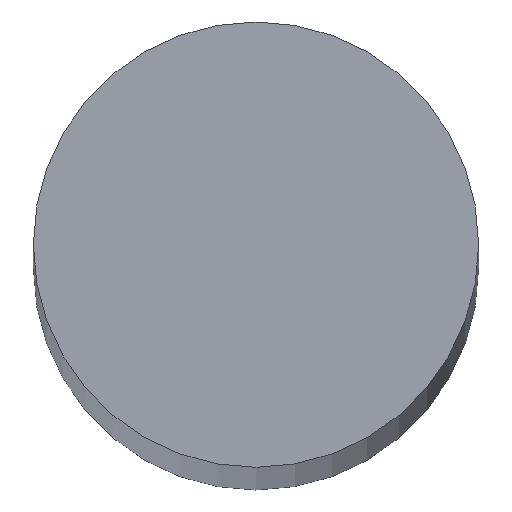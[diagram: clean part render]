
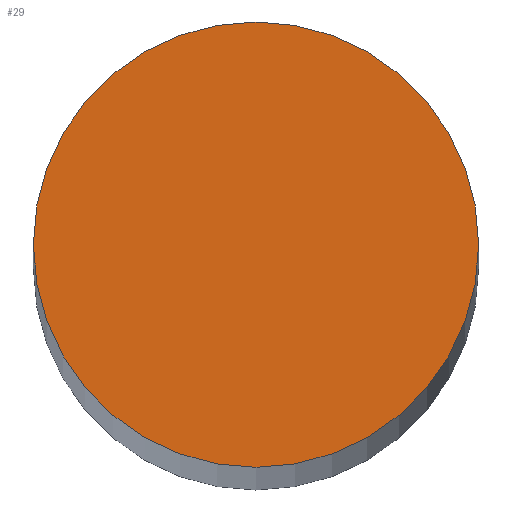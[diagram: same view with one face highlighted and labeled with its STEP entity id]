
A CAD part, top view. The second image highlights one B-rep face of the part: STEP entity #29.
In plain terms, the highlighted planar face has unit normal (0, 0, 1).
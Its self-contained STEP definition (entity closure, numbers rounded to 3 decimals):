
#1 = CARTESIAN_POINT ( 'NONE',  ( 0., 0., 350. ) ) ;
#2 = PLANE ( 'NONE',  #154 ) ;
#6 = CARTESIAN_POINT ( 'NONE',  ( -6., 0., 350. ) ) ;
#8 = DIRECTION ( 'NONE',  ( 0., 0., 1. ) ) ;
#9 = DIRECTION ( 'NONE',  ( 1., 0., 0. ) ) ;
#10 = DIRECTION ( 'NONE',  ( 1., 0., 0. ) ) ;
#14 = CARTESIAN_POINT ( 'NONE',  ( 6., 0., 350. ) ) ;
#15 = DIRECTION ( 'NONE',  ( 0., 0., 1. ) ) ;
#16 = DIRECTION ( 'NONE',  ( 1., 0., 0. ) ) ;
#29 = ADVANCED_FACE ( 'NONE', ( #102 ), #2, .T. ) ;
#62 = VERTEX_POINT ( 'NONE', #6 ) ;
#70 = CARTESIAN_POINT ( 'NONE',  ( 0., 0., 350. ) ) ;
#74 = CARTESIAN_POINT ( 'NONE',  ( 0., 0., 350. ) ) ;
#75 = DIRECTION ( 'NONE',  ( 0., 0., 1. ) ) ;
#102 = FACE_OUTER_BOUND ( 'NONE', #119, .T. ) ;
#119 = EDGE_LOOP ( 'NONE', ( #130, #137 ) ) ;
#123 = CIRCLE ( 'NONE', #145, 6. ) ;
#126 = CIRCLE ( 'NONE', #165, 6. ) ;
#130 = ORIENTED_EDGE ( 'NONE', *, *, #152, .T. ) ;
#137 = ORIENTED_EDGE ( 'NONE', *, *, #168, .T. ) ;
#145 = AXIS2_PLACEMENT_3D ( 'NONE', #70, #15, #16 ) ;
#152 = EDGE_CURVE ( 'NONE', #62, #173, #126, .T. ) ;
#154 = AXIS2_PLACEMENT_3D ( 'NONE', #1, #8, #9 ) ;
#165 = AXIS2_PLACEMENT_3D ( 'NONE', #74, #75, #10 ) ;
#168 = EDGE_CURVE ( 'NONE', #173, #62, #123, .T. ) ;
#173 = VERTEX_POINT ( 'NONE', #14 ) ;
